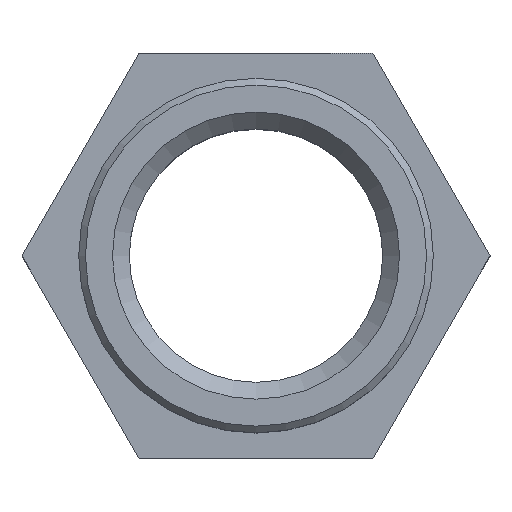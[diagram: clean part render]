
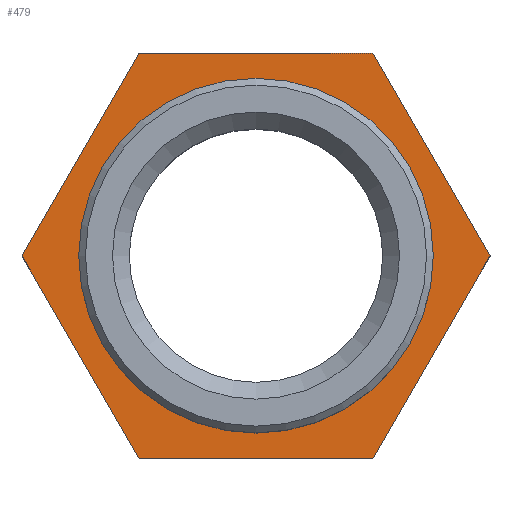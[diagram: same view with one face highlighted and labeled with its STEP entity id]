
A CAD part, top view. The second image highlights one B-rep face of the part: STEP entity #479.
In plain terms, the highlighted planar face has unit normal (0, 0, 1).
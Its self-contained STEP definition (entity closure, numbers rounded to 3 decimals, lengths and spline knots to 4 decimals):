
#397=CARTESIAN_POINT('',(0.0,-1.592,0.635));
#398=VERTEX_POINT('',#397);
#399=CARTESIAN_POINT('',(0.0,0.0,0.635));
#400=DIRECTION('',(0.0,0.0,-1.0));
#401=DIRECTION('',(0.0,-1.0,0.0));
#402=AXIS2_PLACEMENT_3D('',#399,#400,#401);
#403=CIRCLE('',#402,1.592);
#404=EDGE_CURVE('',#398,#398,#403,.T.);
#421=CARTESIAN_POINT('',(0.,0.,0.635));
#422=DIRECTION('',(0.0,0.0,1.0));
#423=DIRECTION('',(1.0,0.0,0.0));
#424=AXIS2_PLACEMENT_3D('',#421,#422,#423);
#425=PLANE('',#424);
#426=CARTESIAN_POINT('',(-1.3856,2.4,0.635));
#427=VERTEX_POINT('',#426);
#428=CARTESIAN_POINT('',(1.3856,2.4,0.635));
#429=VERTEX_POINT('',#428);
#430=CARTESIAN_POINT('',(-1.3856,2.4,0.635));
#431=DIRECTION('',(1.0,0.0,0.0));
#432=VECTOR('',#431,2.7713);
#433=LINE('',#430,#432);
#434=EDGE_CURVE('',#427,#429,#433,.T.);
#435=ORIENTED_EDGE('',*,*,#434,.F.);
#436=CARTESIAN_POINT('',(-2.7713,0.,0.635));
#437=VERTEX_POINT('',#436);
#438=CARTESIAN_POINT('',(-2.7713,0.,0.635));
#439=DIRECTION('',(0.5,0.866,0.0));
#440=VECTOR('',#439,2.7713);
#441=LINE('',#438,#440);
#442=EDGE_CURVE('',#437,#427,#441,.T.);
#443=ORIENTED_EDGE('',*,*,#442,.F.);
#444=CARTESIAN_POINT('',(-1.3856,-2.4,0.635));
#445=VERTEX_POINT('',#444);
#446=CARTESIAN_POINT('',(-1.3856,-2.4,0.635));
#447=DIRECTION('',(-0.5,0.866,0.0));
#448=VECTOR('',#447,2.7713);
#449=LINE('',#446,#448);
#450=EDGE_CURVE('',#445,#437,#449,.T.);
#451=ORIENTED_EDGE('',*,*,#450,.F.);
#452=CARTESIAN_POINT('',(1.3856,-2.4,0.635));
#453=VERTEX_POINT('',#452);
#454=CARTESIAN_POINT('',(1.3856,-2.4,0.635));
#455=DIRECTION('',(-1.0,0.0,0.0));
#456=VECTOR('',#455,2.7713);
#457=LINE('',#454,#456);
#458=EDGE_CURVE('',#453,#445,#457,.T.);
#459=ORIENTED_EDGE('',*,*,#458,.F.);
#460=CARTESIAN_POINT('',(2.7713,0.,0.635));
#461=VERTEX_POINT('',#460);
#462=CARTESIAN_POINT('',(2.7713,0.,0.635));
#463=DIRECTION('',(-0.5,-0.866,0.0));
#464=VECTOR('',#463,2.7713);
#465=LINE('',#462,#464);
#466=EDGE_CURVE('',#461,#453,#465,.T.);
#467=ORIENTED_EDGE('',*,*,#466,.F.);
#468=CARTESIAN_POINT('',(1.3856,2.4,0.635));
#469=DIRECTION('',(0.5,-0.866,0.0));
#470=VECTOR('',#469,2.7713);
#471=LINE('',#468,#470);
#472=EDGE_CURVE('',#429,#461,#471,.T.);
#473=ORIENTED_EDGE('',*,*,#472,.F.);
#474=EDGE_LOOP('',(#435,#443,#451,#459,#467,#473));
#475=FACE_OUTER_BOUND('',#474,.T.);
#476=ORIENTED_EDGE('',*,*,#404,.T.);
#477=EDGE_LOOP('',(#476));
#478=FACE_BOUND('',#477,.T.);
#479=ADVANCED_FACE('',(#475,#478),#425,.T.);
